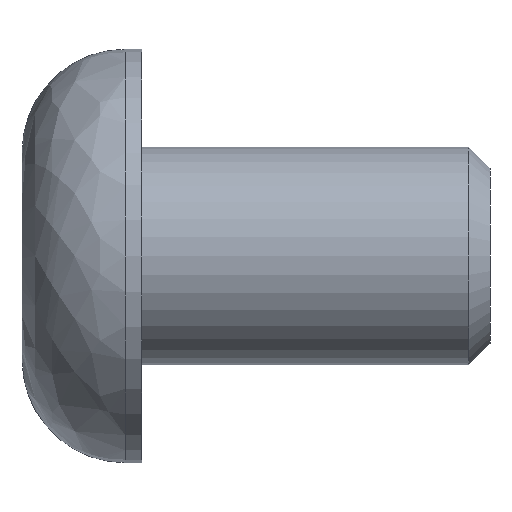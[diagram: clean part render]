
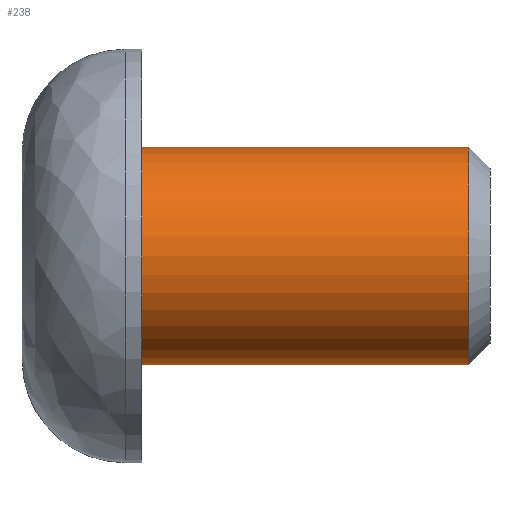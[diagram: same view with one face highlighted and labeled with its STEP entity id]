
A CAD part, front view. The second image highlights one B-rep face of the part: STEP entity #238.
In plain terms, the highlighted cylindrical face has radius 2.5 mm (diameter 5 mm), a partial arc.
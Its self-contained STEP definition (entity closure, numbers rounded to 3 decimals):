
#1 = CARTESIAN_POINT ( 'NONE',  ( 6.8, 0., 2.5 ) ) ;
#14 = EDGE_LOOP ( 'NONE', ( #530, #60, #176, #198 ) ) ;
#17 = CARTESIAN_POINT ( 'NONE',  ( 0., 0., 2.5 ) ) ;
#38 = DIRECTION ( 'NONE',  ( 1., 0., 0. ) ) ;
#60 = ORIENTED_EDGE ( 'NONE', *, *, #131, .T. ) ;
#67 = VERTEX_POINT ( 'NONE', #17 ) ;
#71 = CARTESIAN_POINT ( 'NONE',  ( 6.8, 0., -2.5 ) ) ;
#72 = EDGE_CURVE ( 'NONE', #67, #122, #143, .T. ) ;
#86 = CYLINDRICAL_SURFACE ( 'NONE', #408, 2.5 ) ;
#92 = DIRECTION ( 'NONE',  ( 0., 0., -1. ) ) ;
#104 = LINE ( 'NONE', #71, #509 ) ;
#122 = VERTEX_POINT ( 'NONE', #446 ) ;
#131 = EDGE_CURVE ( 'NONE', #67, #354, #439, .T. ) ;
#137 = VECTOR ( 'NONE', #38, 1000. ) ;
#143 = LINE ( 'NONE', #1, #137 ) ;
#149 = CIRCLE ( 'NONE', #277, 2.5 ) ;
#173 = CARTESIAN_POINT ( 'NONE',  ( 7.509, 0., 0. ) ) ;
#176 = ORIENTED_EDGE ( 'NONE', *, *, #367, .T. ) ;
#198 = ORIENTED_EDGE ( 'NONE', *, *, #465, .T. ) ;
#223 = CARTESIAN_POINT ( 'NONE',  ( 0., 0., 0. ) ) ;
#238 = ADVANCED_FACE ( 'NONE', ( #435 ), #86, .T. ) ;
#277 = AXIS2_PLACEMENT_3D ( 'NONE', #173, #358, #92 ) ;
#298 = VERTEX_POINT ( 'NONE', #417 ) ;
#300 = AXIS2_PLACEMENT_3D ( 'NONE', #223, #318, #359 ) ;
#318 = DIRECTION ( 'NONE',  ( 1., 0., 0. ) ) ;
#354 = VERTEX_POINT ( 'NONE', #433 ) ;
#358 = DIRECTION ( 'NONE',  ( -1., 0., 0. ) ) ;
#359 = DIRECTION ( 'NONE',  ( 0., 0., -1. ) ) ;
#367 = EDGE_CURVE ( 'NONE', #354, #298, #104, .T. ) ;
#374 = DIRECTION ( 'NONE',  ( 1., 0., 0. ) ) ;
#408 = AXIS2_PLACEMENT_3D ( 'NONE', #498, #374, #420 ) ;
#417 = CARTESIAN_POINT ( 'NONE',  ( 7.509, 0., -2.5 ) ) ;
#420 = DIRECTION ( 'NONE',  ( 0., 0., -1. ) ) ;
#433 = CARTESIAN_POINT ( 'NONE',  ( 0., 0., -2.5 ) ) ;
#435 = FACE_OUTER_BOUND ( 'NONE', #14, .T. ) ;
#439 = CIRCLE ( 'NONE', #300, 2.5 ) ;
#446 = CARTESIAN_POINT ( 'NONE',  ( 7.509, 0., 2.5 ) ) ;
#464 = DIRECTION ( 'NONE',  ( 1., 0., 0. ) ) ;
#465 = EDGE_CURVE ( 'NONE', #298, #122, #149, .T. ) ;
#498 = CARTESIAN_POINT ( 'NONE',  ( 6.8, 0., 0. ) ) ;
#509 = VECTOR ( 'NONE', #464, 1000. ) ;
#530 = ORIENTED_EDGE ( 'NONE', *, *, #72, .F. ) ;
